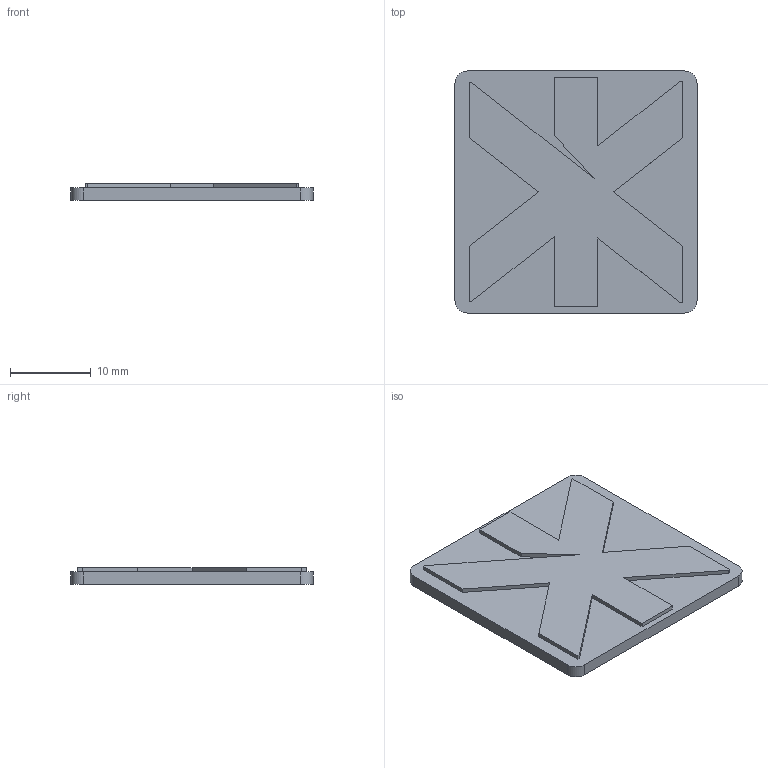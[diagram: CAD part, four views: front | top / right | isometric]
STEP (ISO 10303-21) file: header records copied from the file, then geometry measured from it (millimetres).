
FILE_DESCRIPTION(/* description */ (''),/* implementation_level */ '2;1');
FILE_NAME(/* name */ 'Face Plate Trauma Team_1.stp',/* time_stamp */ '2025-04-16T01:28:01-04:00',/* author */ ('Ryan'),/* organization */ (''),/* preprocessor_version */ 'ST-DEVELOPER v20',/* originating_system */ 'Autodesk Inventor 2024',/* authorisation */ '');
FILE_SCHEMA (('AUTOMOTIVE_DESIGN { 1 0 10303 214 3 1 1 }'));
Length unit declared in the file: inch
Products named in the file (1): Face Plate Trauma Team_1
Bounding box: 30 x 30 x 2.03 mm (x, y, z)
Volume: 1560.4 mm3; surface area: 2989.3 mm2
Topology: 2 solids, 2 shells, 47 faces, 117 edges, 78 vertices
Faces by surface type: plane 35, cylinder 8, cone 4
Full cylindrical faces by diameter (mm): 3.175 x4
Entity records: 1439 total; most frequent: CARTESIAN_POINT 243, DIRECTION 237, ORIENTED_EDGE 234, EDGE_CURVE 117, LINE 93, VECTOR 93, VERTEX_POINT 78, AXIS2_PLACEMENT_3D 72
